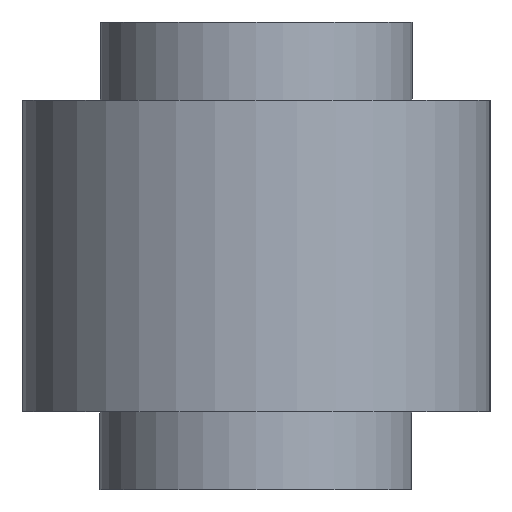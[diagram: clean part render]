
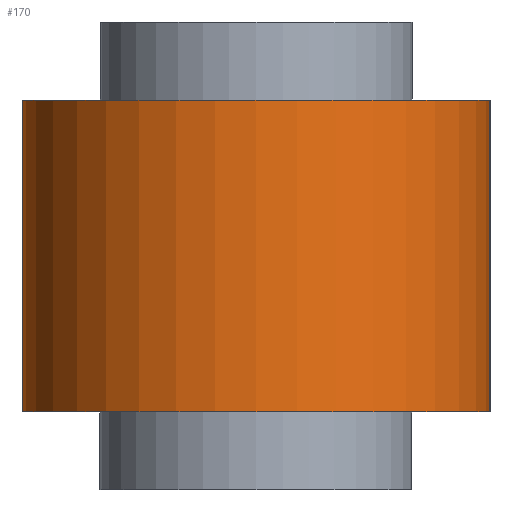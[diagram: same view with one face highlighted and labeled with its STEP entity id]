
A CAD part, left-side view. The second image highlights one B-rep face of the part: STEP entity #170.
In plain terms, the highlighted cylindrical face has radius 7.5 mm (diameter 15 mm), a partial arc.
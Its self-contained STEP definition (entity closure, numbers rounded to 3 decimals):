
#30=FACE_OUTER_BOUND('',#43,.T.);
#43=EDGE_LOOP('',(#134,#135,#136,#137));
#55=LINE('',#294,#66);
#56=LINE('',#297,#67);
#66=VECTOR('',#243,10.);
#67=VECTOR('',#246,10.);
#77=CIRCLE('',#199,7.5);
#80=CIRCLE('',#203,7.5);
#87=VERTEX_POINT('',#282);
#88=VERTEX_POINT('',#283);
#92=VERTEX_POINT('',#293);
#93=VERTEX_POINT('',#295);
#103=EDGE_CURVE('',#87,#88,#77,.T.);
#108=EDGE_CURVE('',#88,#92,#55,.T.);
#109=EDGE_CURVE('',#92,#93,#80,.T.);
#110=EDGE_CURVE('',#93,#87,#56,.T.);
#134=ORIENTED_EDGE('',*,*,#103,.T.);
#135=ORIENTED_EDGE('',*,*,#108,.T.);
#136=ORIENTED_EDGE('',*,*,#109,.T.);
#137=ORIENTED_EDGE('',*,*,#110,.T.);
#162=CYLINDRICAL_SURFACE('',#202,7.5);
#170=ADVANCED_FACE('',(#30),#162,.T.);
#199=AXIS2_PLACEMENT_3D('',#284,#233,#234);
#202=AXIS2_PLACEMENT_3D('',#292,#241,#242);
#203=AXIS2_PLACEMENT_3D('',#296,#244,#245);
#233=DIRECTION('center_axis',(0.,0.,-1.));
#234=DIRECTION('ref_axis',(-0.707,0.707,0.));
#241=DIRECTION('center_axis',(0.,0.,1.));
#242=DIRECTION('ref_axis',(-0.707,-0.707,0.));
#243=DIRECTION('',(0.,0.,-1.));
#244=DIRECTION('center_axis',(0.,0.,1.));
#245=DIRECTION('ref_axis',(-0.707,-0.707,0.));
#246=DIRECTION('',(0.,0.,1.));
#282=CARTESIAN_POINT('',(0.,-7.5,10.));
#283=CARTESIAN_POINT('',(0.,7.5,10.));
#284=CARTESIAN_POINT('Origin',(0.,0.,
10.));
#292=CARTESIAN_POINT('Origin',(0.,0.,
0.));
#293=CARTESIAN_POINT('',(0.,7.5,0.));
#294=CARTESIAN_POINT('',(0.,7.5,0.));
#295=CARTESIAN_POINT('',(0.,-7.5,0.));
#296=CARTESIAN_POINT('Origin',(0.,0.,
0.));
#297=CARTESIAN_POINT('',(0.,-7.5,0.));
